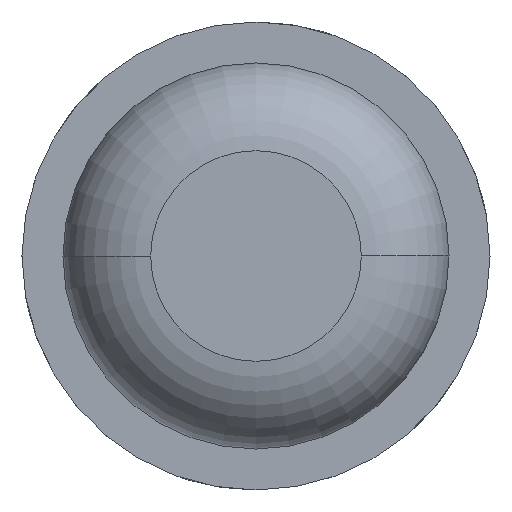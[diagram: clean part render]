
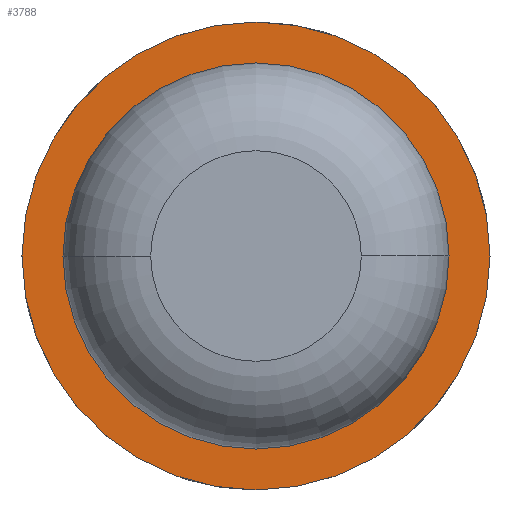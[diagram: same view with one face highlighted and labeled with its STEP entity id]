
A CAD part, front view. The second image highlights one B-rep face of the part: STEP entity #3788.
In plain terms, the highlighted planar face has unit normal (0, -1, 0).
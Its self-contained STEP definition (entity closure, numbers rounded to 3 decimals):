
#70 = DIRECTION ( 'NONE',  ( 0., 1., 0. ) ) ;
#104 = ORIENTED_EDGE ( 'NONE', *, *, #482, .T. ) ;
#144 = CARTESIAN_POINT ( 'NONE',  ( -0.825, -6., 0. ) ) ;
#333 = DIRECTION ( 'NONE',  ( -1., 0., 0. ) ) ;
#356 = FACE_OUTER_BOUND ( 'NONE', #1562, .T. ) ;
#359 = CARTESIAN_POINT ( 'NONE',  ( 0.825, -6., 0. ) ) ;
#447 = ORIENTED_EDGE ( 'NONE', *, *, #1950, .F. ) ;
#482 = EDGE_CURVE ( 'Defeature ausgef�hrt1_5+Defeature ausgef�hrt1_0+Defeature ausgef�hrt1_0+Defeature ausgef�hrt1_0', #1275, #3415, #600, .T. ) ;
#572 = AXIS2_PLACEMENT_3D ( 'NONE', #359, #3110, #1017 ) ;
#600 = CIRCLE ( 'NONE', #3554, 0.825 ) ;
#711 = CARTESIAN_POINT ( 'NONE',  ( 0.825, -6., 0. ) ) ;
#871 = CARTESIAN_POINT ( 'NONE',  ( 0., -6., 0. ) ) ;
#952 = CIRCLE ( 'NONE', #1010, 1. ) ;
#1010 = AXIS2_PLACEMENT_3D ( 'NONE', #1614, #70, #333 ) ;
#1017 = DIRECTION ( 'NONE',  ( -1., 0., 0. ) ) ;
#1188 = DIRECTION ( 'NONE',  ( 0., 1., 0. ) ) ;
#1275 = VERTEX_POINT ( 'NONE', #144 ) ;
#1360 = DIRECTION ( 'NONE',  ( 0., 1., 0. ) ) ;
#1562 = EDGE_LOOP ( 'NONE', ( #2739, #447 ) ) ;
#1614 = CARTESIAN_POINT ( 'NONE',  ( 0., -6., 0. ) ) ;
#1849 = AXIS2_PLACEMENT_3D ( 'NONE', #871, #1188, #2969 ) ;
#1950 = EDGE_CURVE ( 'Defeature ausgef�hrt1_6+Defeature ausgef�hrt1_5+Defeature ausgef�hrt1_5+Defeature ausgef�hrt1_5', #3023, #3311, #2234, .T. ) ;
#2131 = CARTESIAN_POINT ( 'NONE',  ( 1., -6., 0. ) ) ;
#2143 = CIRCLE ( 'NONE', #3759, 0.825 ) ;
#2234 = CIRCLE ( 'NONE', #1849, 1. ) ;
#2308 = EDGE_LOOP ( 'NONE', ( #104, #3903 ) ) ;
#2396 = DIRECTION ( 'NONE',  ( 0., 1., 0. ) ) ;
#2641 = DIRECTION ( 'NONE',  ( -1., 0., 0. ) ) ;
#2672 = FACE_BOUND ( 'NONE', #2308, .T. ) ;
#2739 = ORIENTED_EDGE ( 'NONE', *, *, #3157, .F. ) ;
#2828 = PLANE ( 'NONE',  #572 ) ;
#2852 = CARTESIAN_POINT ( 'NONE',  ( 0., -6., 0. ) ) ;
#2969 = DIRECTION ( 'NONE',  ( -1., 0., 0. ) ) ;
#3023 = VERTEX_POINT ( 'NONE', #2131 ) ;
#3110 = DIRECTION ( 'NONE',  ( 0., 1., 0. ) ) ;
#3157 = EDGE_CURVE ( 'Defeature ausgef�hrt1_6+Defeature ausgef�hrt1_5+Defeature ausgef�hrt1_5+Defeature ausgef�hrt1_5', #3311, #3023, #952, .T. ) ;
#3311 = VERTEX_POINT ( 'NONE', #3829 ) ;
#3415 = VERTEX_POINT ( 'NONE', #711 ) ;
#3479 = DIRECTION ( 'NONE',  ( -1., 0., 0. ) ) ;
#3548 = EDGE_CURVE ( 'Defeature ausgef�hrt1_5+Defeature ausgef�hrt1_0+Defeature ausgef�hrt1_0+Defeature ausgef�hrt1_0', #3415, #1275, #2143, .T. ) ;
#3554 = AXIS2_PLACEMENT_3D ( 'NONE', #2852, #1360, #3479 ) ;
#3759 = AXIS2_PLACEMENT_3D ( 'NONE', #3889, #2396, #2641 ) ;
#3788 = ADVANCED_FACE ( 'Defeature ausgef�hrt1_5', ( #356, #2672 ), #2828, .F. ) ;
#3829 = CARTESIAN_POINT ( 'NONE',  ( -1., -6., 0. ) ) ;
#3889 = CARTESIAN_POINT ( 'NONE',  ( 0., -6., 0. ) ) ;
#3903 = ORIENTED_EDGE ( 'NONE', *, *, #3548, .T. ) ;
